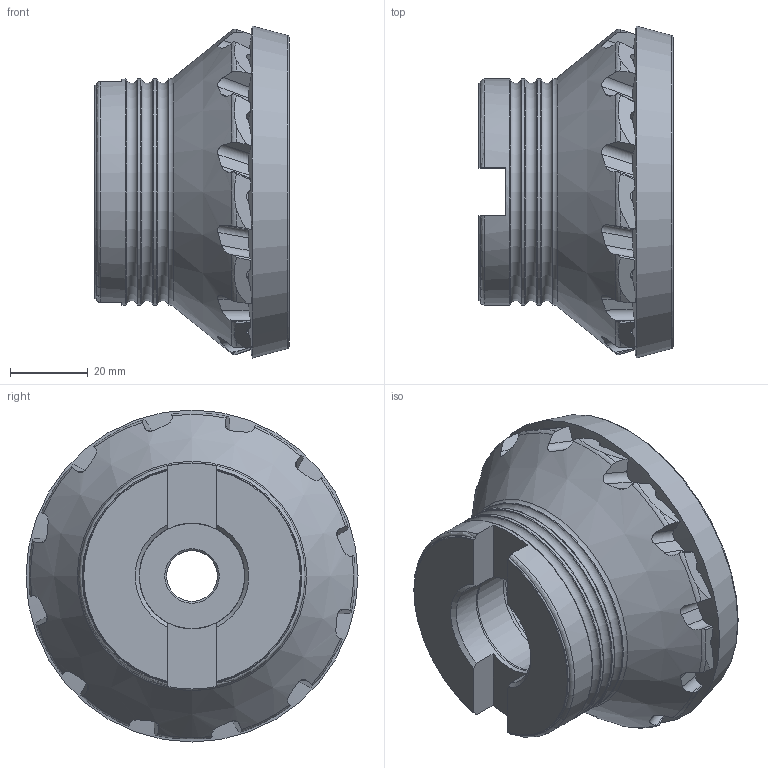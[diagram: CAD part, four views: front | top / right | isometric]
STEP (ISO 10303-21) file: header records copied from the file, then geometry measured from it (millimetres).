
FILE_DESCRIPTION (( 'STEP AP214' ), '1' );
FILE_NAME ('75PP_080_T09_12.STEP', '2015-10-21T13:21:12', ( '' ), ( '' ), 'SwSTEP 2.0', 'SolidWorks 2015', '' );
FILE_SCHEMA (( 'AUTOMOTIVE_DESIGN' ));
Length unit declared in the file: millimetre
Products named in the file (1): 75PP_080_T09_12
Bounding box: 49.99 x 85.19 x 85.19 mm (x, y, z)
Volume: 149760.8 mm3; surface area: 29482.9 mm2
Topology: 1 solids, 25 shells, 288 faces, 756 edges, 495 vertices
Faces by surface type: plane 106, cylinder 92, cone 51, torus 27, bspline 12
Full cylindrical faces by diameter (mm): 3 x12, 3.3 x12, 13 x1, 18.5 x1, 27 x1, 27.15 x1, 27.3 x1, 58 x3
Entity records: 10696 total; most frequent: CARTESIAN_POINT 4498, ORIENTED_EDGE 1282, DIRECTION 974, EDGE_CURVE 641, VERTEX_POINT 446, AXIS2_PLACEMENT_3D 408, EDGE_LOOP 357, FACE_OUTER_BOUND 331
